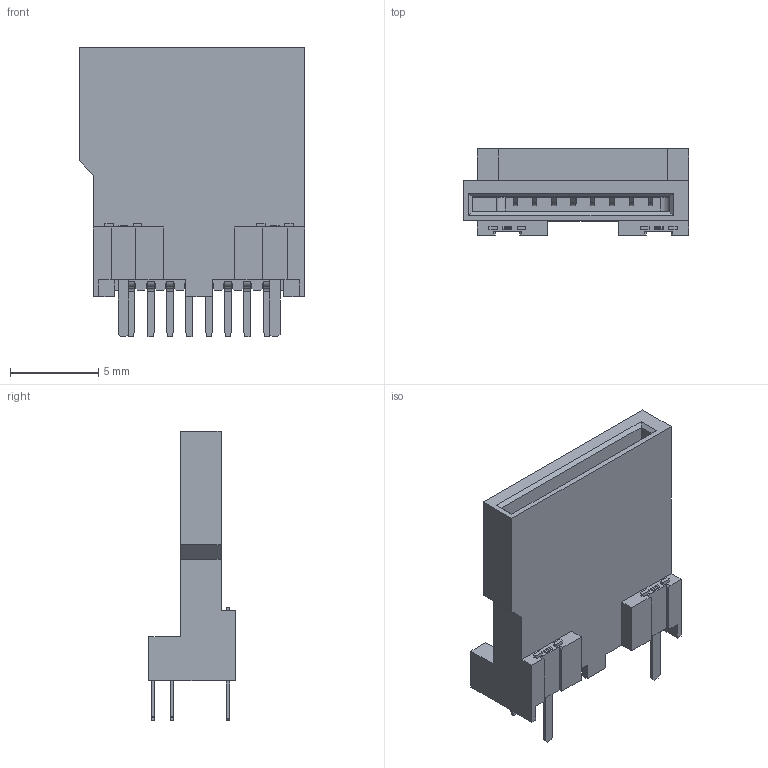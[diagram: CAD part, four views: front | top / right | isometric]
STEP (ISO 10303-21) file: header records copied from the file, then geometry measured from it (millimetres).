
FILE_DESCRIPTION( ( '' ), ' ' );
FILE_NAME( '5a060b41b5da5b1014e7d34a.step', '2017-11-10T20:25:38', ( '' ), ( '' ), ' ', ' ', ' ' );
FILE_SCHEMA( ( 'AUTOMOTIVE_DESIGN { 1 0 10303 214 1 1 1 1 }' ) );
Length unit declared in the file: metre
Products named in the file (1): Open CASCADE STEP translator 6.8 1
Bounding box: 12.8 x 4.9 x 16.48 mm (x, y, z)
Volume: 331.9 mm3; surface area: 895.1 mm2
Topology: 1 solids, 1 shells, 431 faces, 1208 edges, 804 vertices
Faces by surface type: plane 365, cylinder 66
Entity records: 23238 total; most frequent: CARTESIAN_POINT 2444, ORIENTED_EDGE 2416, DIRECTION 2204, STYLED_ITEM 1639, PRESENTATION_STYLE_ASSIGNMENT 1639, COLOUR_RGB 1639, EDGE_CURVE 1208, CURVE_STYLE 1208
